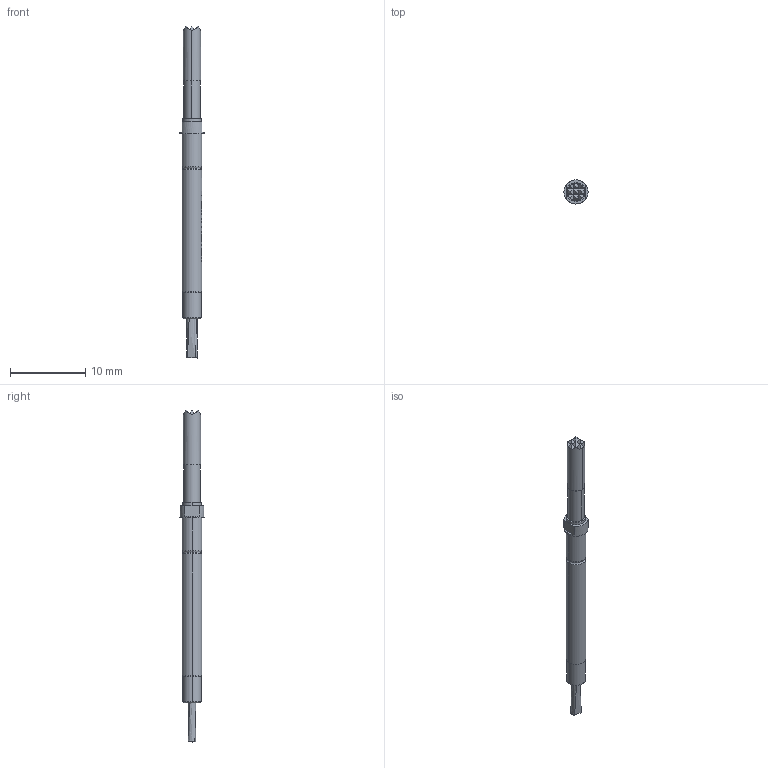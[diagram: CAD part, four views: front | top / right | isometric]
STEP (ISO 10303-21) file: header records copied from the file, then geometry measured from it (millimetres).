
FILE_DESCRIPTION (( 'STEP AP214' ), '1' );
FILE_NAME ('MOD-F76206B230GxxxC.STEP', '2020-01-23T15:58:04', ( 'firstrun' ), ( 'Hewlett-Packard Company' ), 'SwSTEP 2.0', 'SolidWorks 2015', '' );
FILE_SCHEMA (( 'AUTOMOTIVE_DESIGN' ));
Length unit declared in the file: millimetre
Products named in the file (1): MOD-F76206B230GxxxC
Bounding box: 3.2 x 3.2 x 44.12 mm (x, y, z)
Volume: 228.7 mm3; surface area: 433.3 mm2
Topology: 2 solids, 2 shells, 245 faces, 651 edges, 416 vertices
Faces by surface type: plane 116, bspline 57, cylinder 52, torus 11, cone 9
Entity records: 12005 total; most frequent: CARTESIAN_POINT 6188, ORIENTED_EDGE 1302, DIRECTION 897, EDGE_CURVE 651, VERTEX_POINT 416, AXIS2_PLACEMENT_3D 329, EDGE_LOOP 251, FACE_OUTER_BOUND 245
